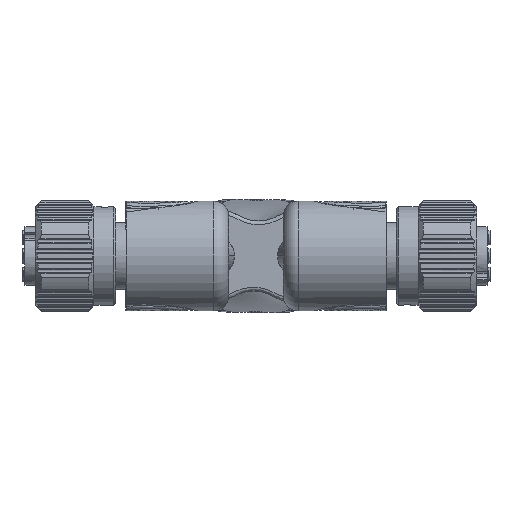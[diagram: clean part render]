
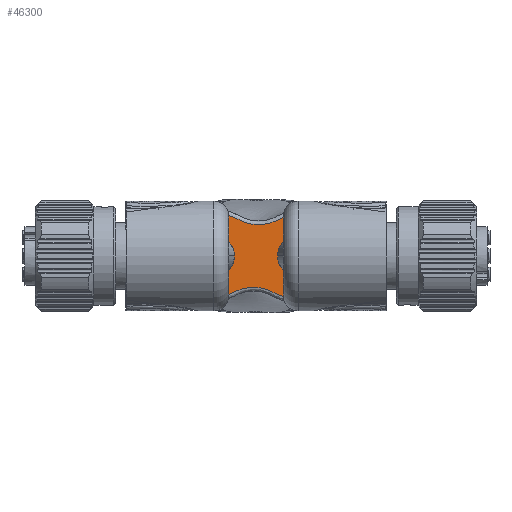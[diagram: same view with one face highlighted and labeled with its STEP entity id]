
A CAD part, left-side view. The second image highlights one B-rep face of the part: STEP entity #46300.
In plain terms, the highlighted planar face has unit normal (-1, 0, 0).
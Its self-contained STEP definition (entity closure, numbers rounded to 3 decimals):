
#2818=CARTESIAN_POINT('',(-20.,5.439,
0.003));
#2819=DIRECTION('',(1.,0.,0.));
#2820=DIRECTION('',(0.,0.627,-0.779));
#2821=AXIS2_PLACEMENT_3D('',#2818,#2819,#2820);
#2823=CARTESIAN_POINT('',(-20.,5.224,
-0.004));
#2824=DIRECTION('',(1.,0.,0.));
#2825=DIRECTION('',(0.,1.,0.001));
#2826=AXIS2_PLACEMENT_3D('',#2823,#2824,#2825);
#2828=CARTESIAN_POINT('',(-20.,-5.439,
-0.003));
#2829=DIRECTION('',(1.,0.,0.));
#2830=DIRECTION('',(0.,-0.627,0.779));
#2831=AXIS2_PLACEMENT_3D('',#2828,#2829,#2830);
#2833=CARTESIAN_POINT('',(-20.,-5.224,
0.004));
#2834=DIRECTION('',(1.,0.,0.));
#2835=DIRECTION('',(0.,-1.,-0.001));
#2836=AXIS2_PLACEMENT_3D('',#2833,#2834,#2835);
#2838=CARTESIAN_POINT('',(-20.,-5.75,0.));
#2839=DIRECTION('',(-1.,0.,0.));
#2840=DIRECTION('',(0.,-1.,0.));
#2841=AXIS2_PLACEMENT_3D('',#2838,#2839,#2840);
#2843=CARTESIAN_POINT('',(-20.,-5.75,0.));
#2844=DIRECTION('',(-1.,0.,0.));
#2845=DIRECTION('',(0.,1.,0.));
#2846=AXIS2_PLACEMENT_3D('',#2843,#2844,#2845);
#2848=CARTESIAN_POINT('',(-20.,5.75,0.));
#2849=DIRECTION('',(-1.,0.,0.));
#2850=DIRECTION('',(0.,1.,0.));
#2851=AXIS2_PLACEMENT_3D('',#2848,#2849,#2850);
#2853=CARTESIAN_POINT('',(-20.,5.75,0.));
#2854=DIRECTION('',(-1.,0.,0.));
#2855=DIRECTION('',(0.,-1.,0.));
#2856=AXIS2_PLACEMENT_3D('',#2853,#2854,#2855);
#11666=CARTESIAN_POINT('',(-20.,-8.927,
4.328));
#11668=CARTESIAN_POINT('',(-20.,-8.927,
4.328));
#11669=CARTESIAN_POINT('',(-20.,-8.756,
4.465));
#11670=CARTESIAN_POINT('',(-20.,-8.401,
4.723));
#11671=CARTESIAN_POINT('',(-20.,-7.807,
5.047));
#11672=CARTESIAN_POINT('',(-20.,-7.175,
5.296));
#11673=CARTESIAN_POINT('',(-20.,-6.523,
5.467));
#11674=CARTESIAN_POINT('',(-20.,-5.872,
5.557));
#11675=CARTESIAN_POINT('',(-20.,-5.22,
5.565));
#11676=CARTESIAN_POINT('',(-20.,-4.569,
5.493));
#11677=CARTESIAN_POINT('',(-20.,-3.978,
5.357));
#11678=CARTESIAN_POINT('',(-20.,-3.45,
5.178));
#11679=CARTESIAN_POINT('',(-20.,-2.977,
4.94));
#11680=CARTESIAN_POINT('',(-20.,-2.437,
4.671));
#11681=CARTESIAN_POINT('',(-20.,-1.803,
4.458));
#11682=CARTESIAN_POINT('',(-20.,-1.146,4.318));
#11683=CARTESIAN_POINT('',(-20.,-0.472,4.26));
#11684=CARTESIAN_POINT('',(-20.,0.209,4.286));
#11685=CARTESIAN_POINT('',(-20.,0.856,4.391));
#11686=CARTESIAN_POINT('',(-20.,1.445,
4.559));
#11687=CARTESIAN_POINT('',(-20.,2.002,
4.776));
#11688=CARTESIAN_POINT('',(-20.,2.533,
5.077));
#11689=CARTESIAN_POINT('',(-20.,3.104,
5.36));
#11690=CARTESIAN_POINT('',(-20.,3.763,
5.582));
#11691=CARTESIAN_POINT('',(-20.,4.425,
5.724));
#11692=CARTESIAN_POINT('',(-20.,5.09,
5.783));
#11693=CARTESIAN_POINT('',(-20.,5.768,
5.763));
#11694=CARTESIAN_POINT('',(-20.,6.447,
5.66));
#11695=CARTESIAN_POINT('',(-20.,7.113,
5.473));
#11696=CARTESIAN_POINT('',(-20.,7.754,
5.207));
#11697=CARTESIAN_POINT('',(-20.,8.359,
4.865));
#11698=CARTESIAN_POINT('',(-20.,8.727,
4.594));
#11699=CARTESIAN_POINT('',(-20.,8.904,
4.448));
#11701=CARTESIAN_POINT('',(-20.,8.904,
4.448));
#11779=CARTESIAN_POINT('',(-20.,8.927,
-4.328));
#11780=CARTESIAN_POINT('',(-20.,8.756,
-4.465));
#11781=CARTESIAN_POINT('',(-20.,8.401,
-4.723));
#11782=CARTESIAN_POINT('',(-20.,7.807,
-5.047));
#11783=CARTESIAN_POINT('',(-20.,7.175,
-5.296));
#11784=CARTESIAN_POINT('',(-20.,6.523,
-5.467));
#11785=CARTESIAN_POINT('',(-20.,5.872,
-5.557));
#11786=CARTESIAN_POINT('',(-20.,5.22,
-5.565));
#11787=CARTESIAN_POINT('',(-20.,4.569,
-5.493));
#11788=CARTESIAN_POINT('',(-20.,3.978,
-5.357));
#11789=CARTESIAN_POINT('',(-20.,3.45,
-5.178));
#11790=CARTESIAN_POINT('',(-20.,2.977,
-4.94));
#11791=CARTESIAN_POINT('',(-20.,2.437,
-4.671));
#11792=CARTESIAN_POINT('',(-20.,1.803,
-4.458));
#11793=CARTESIAN_POINT('',(-20.,1.146,-4.318));
#11794=CARTESIAN_POINT('',(-20.,0.472,-4.26));
#11795=CARTESIAN_POINT('',(-20.,-0.209,-4.286));
#11796=CARTESIAN_POINT('',(-20.,-0.856,-4.391));
#11797=CARTESIAN_POINT('',(-20.,-1.445,
-4.559));
#11798=CARTESIAN_POINT('',(-20.,-2.002,
-4.776));
#11799=CARTESIAN_POINT('',(-20.,-2.533,
-5.077));
#11800=CARTESIAN_POINT('',(-20.,-3.104,
-5.36));
#11801=CARTESIAN_POINT('',(-20.,-3.763,
-5.582));
#11802=CARTESIAN_POINT('',(-20.,-4.425,
-5.724));
#11803=CARTESIAN_POINT('',(-20.,-5.09,
-5.783));
#11804=CARTESIAN_POINT('',(-20.,-5.768,
-5.763));
#11805=CARTESIAN_POINT('',(-20.,-6.447,
-5.66));
#11806=CARTESIAN_POINT('',(-20.,-7.113,
-5.473));
#11807=CARTESIAN_POINT('',(-20.,-7.754,
-5.207));
#11808=CARTESIAN_POINT('',(-20.,-8.359,
-4.865));
#11809=CARTESIAN_POINT('',(-20.,-8.727,
-4.594));
#11810=CARTESIAN_POINT('',(-20.,-8.904,
-4.448));
#11812=CARTESIAN_POINT('',(-20.,-8.904,
-4.448));
#35296=CARTESIAN_POINT('',(-20.,11.,
0.));
#35297=VERTEX_POINT('',#35296);
#35298=CARTESIAN_POINT('',(-20.,8.927,
-4.328));
#35299=VERTEX_POINT('',#35298);
#35304=VERTEX_POINT('',#11701);
#35305=VERTEX_POINT('',#11666);
#35309=CARTESIAN_POINT('',(-20.,-11.,
0.));
#35310=VERTEX_POINT('',#35309);
#35312=VERTEX_POINT('',#11812);
#35313=CARTESIAN_POINT('',(-20.,-8.55,0.));
#35314=CARTESIAN_POINT('',(-20.,-2.95,0.));
#35315=VERTEX_POINT('',#35313);
#35316=VERTEX_POINT('',#35314);
#35317=CARTESIAN_POINT('',(-20.,8.55,0.));
#35318=CARTESIAN_POINT('',(-20.,2.95,0.));
#35319=VERTEX_POINT('',#35317);
#35320=VERTEX_POINT('',#35318);
#46270=CARTESIAN_POINT('',(-20.,0.,0.));
#46271=DIRECTION('',(1.,0.,0.));
#46272=DIRECTION('',(0.,-1.,0.));
#46273=AXIS2_PLACEMENT_3D('',#46270,#46271,#46272);
#46274=PLANE('',#46273);
#46276=ORIENTED_EDGE('',*,*,#46275,.T.);
#46278=ORIENTED_EDGE('',*,*,#46277,.T.);
#46280=ORIENTED_EDGE('',*,*,#46279,.F.);
#46282=ORIENTED_EDGE('',*,*,#46281,.T.);
#46284=ORIENTED_EDGE('',*,*,#46283,.T.);
#46286=ORIENTED_EDGE('',*,*,#46285,.F.);
#46287=EDGE_LOOP('',(#46276,#46278,#46280,#46282,#46284,#46286));
#46288=FACE_OUTER_BOUND('',#46287,.F.);
#46290=ORIENTED_EDGE('',*,*,#46289,.T.);
#46292=ORIENTED_EDGE('',*,*,#46291,.T.);
#46293=EDGE_LOOP('',(#46290,#46292));
#46294=FACE_BOUND('',#46293,.F.);
#46296=ORIENTED_EDGE('',*,*,#46295,.T.);
#46297=ORIENTED_EDGE('',*,*,#46259,.T.);
#46298=EDGE_LOOP('',(#46296,#46297));
#46299=FACE_BOUND('',#46298,.F.);
#46300=ADVANCED_FACE('',(#46288,#46294,#46299),#46274,.F.);
#2822=CIRCLE('',#2821,5.561);
#2827=CIRCLE('',#2826,5.776);
#2832=CIRCLE('',#2831,5.561);
#2837=CIRCLE('',#2836,5.776);
#2842=CIRCLE('',#2841,2.8);
#2847=CIRCLE('',#2846,2.8);
#2852=CIRCLE('',#2851,2.8);
#2857=CIRCLE('',#2856,2.8);
#11700=B_SPLINE_CURVE_WITH_KNOTS('',3,(#11668,#11669,#11670,#11671,#11672,
#11673,#11674,#11675,#11676,#11677,#11678,#11679,#11680,#11681,#11682,#11683,
#11684,#11685,#11686,#11687,#11688,#11689,#11690,#11691,#11692,#11693,#11694,
#11695,#11696,#11697,#11698,#11699),.UNSPECIFIED.,.F.,.F.,(4,1,1,1,1,1,1,1,1,1,
1,1,1,1,1,1,1,1,1,1,1,1,1,1,1,1,1,1,1,4),(0.,0.034,
0.069,0.103,0.138,0.172,
0.207,0.241,0.276,0.31,
0.345,0.379,0.414,0.448,
0.483,0.517,0.552,0.586,
0.621,0.655,0.69,0.724,
0.759,0.793,0.828,0.862,
0.897,0.931,0.966,1.),.UNSPECIFIED.);
#11811=B_SPLINE_CURVE_WITH_KNOTS('',3,(#11779,#11780,#11781,#11782,#11783,
#11784,#11785,#11786,#11787,#11788,#11789,#11790,#11791,#11792,#11793,#11794,
#11795,#11796,#11797,#11798,#11799,#11800,#11801,#11802,#11803,#11804,#11805,
#11806,#11807,#11808,#11809,#11810),.UNSPECIFIED.,.F.,.F.,(4,1,1,1,1,1,1,1,1,1,
1,1,1,1,1,1,1,1,1,1,1,1,1,1,1,1,1,1,1,4),(0.,0.034,
0.069,0.103,0.138,0.172,
0.207,0.241,0.276,0.31,
0.345,0.379,0.414,0.448,
0.483,0.517,0.552,0.586,
0.621,0.655,0.69,0.724,
0.759,0.793,0.828,0.862,
0.897,0.931,0.966,1.),.UNSPECIFIED.);
#46259=EDGE_CURVE('',#35320,#35319,#2857,.T.);
#46275=EDGE_CURVE('',#35299,#35297,#2822,.T.);
#46277=EDGE_CURVE('',#35297,#35304,#2827,.T.);
#46279=EDGE_CURVE('',#35305,#35304,#11700,.T.);
#46281=EDGE_CURVE('',#35305,#35310,#2832,.T.);
#46283=EDGE_CURVE('',#35310,#35312,#2837,.T.);
#46285=EDGE_CURVE('',#35299,#35312,#11811,.T.);
#46289=EDGE_CURVE('',#35315,#35316,#2842,.T.);
#46291=EDGE_CURVE('',#35316,#35315,#2847,.T.);
#46295=EDGE_CURVE('',#35319,#35320,#2852,.T.);
